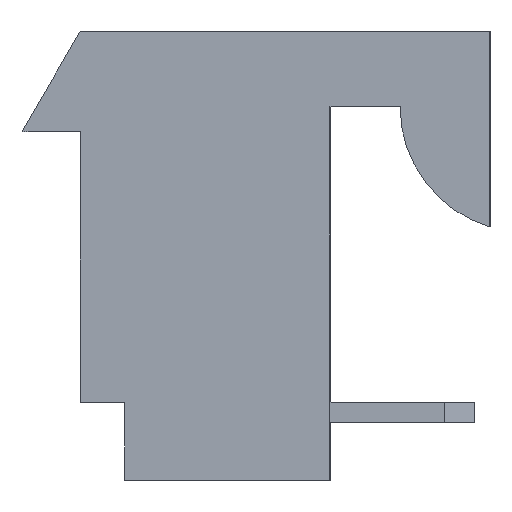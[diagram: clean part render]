
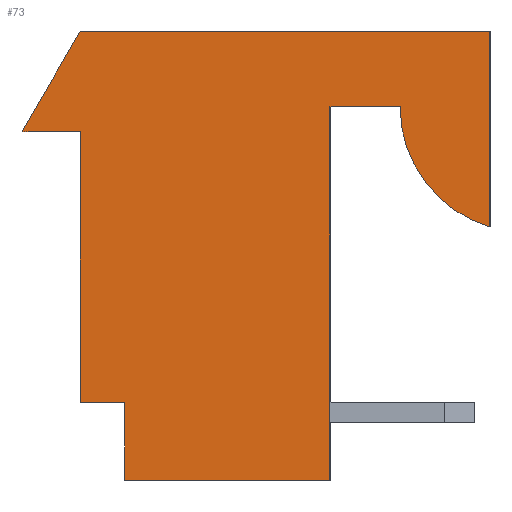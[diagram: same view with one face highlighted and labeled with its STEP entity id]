
A CAD part, left-side view. The second image highlights one B-rep face of the part: STEP entity #73.
In plain terms, the highlighted planar face has unit normal (-1, 0, 0).
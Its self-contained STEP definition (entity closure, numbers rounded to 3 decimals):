
#73=ADVANCED_FACE('',(#312),#313,.F.);
#312=FACE_OUTER_BOUND('',#780,.T.);
#313=PLANE('',#781);
#780=EDGE_LOOP('',(#1248,#1249,#1250,#1251,#1252,#1253,#1254,#1255,#1256,#1257,#1258));
#781=AXIS2_PLACEMENT_3D('',#1259,#1260,#1261);
#1248=ORIENTED_EDGE('',*,*,#3074,.F.);
#1249=ORIENTED_EDGE('',*,*,#3075,.F.);
#1250=ORIENTED_EDGE('',*,*,#3076,.F.);
#1251=ORIENTED_EDGE('',*,*,#3077,.F.);
#1252=ORIENTED_EDGE('',*,*,#3078,.F.);
#1253=ORIENTED_EDGE('',*,*,#3079,.F.);
#1254=ORIENTED_EDGE('',*,*,#3080,.F.);
#1255=ORIENTED_EDGE('',*,*,#3081,.F.);
#1256=ORIENTED_EDGE('',*,*,#3082,.T.);
#1257=ORIENTED_EDGE('',*,*,#3083,.T.);
#1258=ORIENTED_EDGE('',*,*,#3084,.F.);
#1259=CARTESIAN_POINT('',(-11.836,0.0,0.0));
#1260=DIRECTION('',(1.0,0.0,0.0));
#1261=DIRECTION('',(0.0,1.0,0.0));
#3074=EDGE_CURVE('',#3690,#3691,#3692,.T.);
#3075=EDGE_CURVE('',#3693,#3690,#3694,.T.);
#3076=EDGE_CURVE('',#3695,#3693,#3696,.T.);
#3077=EDGE_CURVE('',#3697,#3695,#3698,.T.);
#3078=EDGE_CURVE('',#3699,#3697,#3700,.T.);
#3079=EDGE_CURVE('',#3701,#3699,#3702,.T.);
#3080=EDGE_CURVE('',#3703,#3701,#3704,.T.);
#3081=EDGE_CURVE('',#3705,#3703,#3706,.T.);
#3082=EDGE_CURVE('',#3705,#3707,#3708,.T.);
#3083=EDGE_CURVE('',#3707,#3709,#3710,.T.);
#3084=EDGE_CURVE('',#3691,#3709,#3711,.T.);
#3690=VERTEX_POINT('',#4630);
#3691=VERTEX_POINT('',#4631);
#3692=LINE('',#4632,#4633);
#3693=VERTEX_POINT('',#4634);
#3694=LINE('',#4635,#4636);
#3695=VERTEX_POINT('',#4637);
#3696=LINE('',#4638,#4639);
#3697=VERTEX_POINT('',#4640);
#3698=LINE('',#4641,#4642);
#3699=VERTEX_POINT('',#4643);
#3700=LINE('',#4644,#4645);
#3701=VERTEX_POINT('',#4646);
#3702=CIRCLE('',#4647,3.18);
#3703=VERTEX_POINT('',#4648);
#3704=LINE('',#4649,#4650);
#3705=VERTEX_POINT('',#4651);
#3706=LINE('',#4652,#4653);
#3707=VERTEX_POINT('',#4654);
#3708=LINE('',#4655,#4656);
#3709=VERTEX_POINT('',#4657);
#3710=LINE('',#4658,#4659);
#3711=LINE('',#4660,#4661);
#4630=CARTESIAN_POINT('',(-11.836,9.274,-9.42));
#4631=CARTESIAN_POINT('',(-11.836,10.414,-9.42));
#4632=CARTESIAN_POINT('',(-11.836,9.274,-9.42));
#4633=VECTOR('',#6126,1.14);
#4634=CARTESIAN_POINT('',(-11.836,9.274,-11.4));
#4635=CARTESIAN_POINT('',(-11.836,9.274,-11.4));
#4636=VECTOR('',#6127,1.98);
#4637=CARTESIAN_POINT('',(-11.836,4.064,-11.4));
#4638=CARTESIAN_POINT('',(-11.836,4.064,-11.4));
#4639=VECTOR('',#6128,5.21);
#4640=CARTESIAN_POINT('',(-11.836,4.064,-1.91));
#4641=CARTESIAN_POINT('',(-11.836,4.064,-1.91));
#4642=VECTOR('',#6129,9.49);
#4643=CARTESIAN_POINT('',(-11.836,2.284,-1.91));
#4644=CARTESIAN_POINT('',(-11.836,2.284,-1.91));
#4645=VECTOR('',#6130,1.78);
#4646=CARTESIAN_POINT('',(-11.836,0.0,-4.961));
#4647=AXIS2_PLACEMENT_3D('',#6131,#6132,#6133);
#4648=CARTESIAN_POINT('',(-11.836,0.0,0.0));
#4649=CARTESIAN_POINT('',(-11.836,0.0,0.0));
#4650=VECTOR('',#6134,4.961);
#4651=CARTESIAN_POINT('',(-11.836,10.414,0.0));
#4652=CARTESIAN_POINT('',(-11.836,10.414,0.0));
#4653=VECTOR('',#6135,10.414);
#4654=CARTESIAN_POINT('',(-11.836,11.887,-2.54));
#4655=CARTESIAN_POINT('',(-11.836,10.414,0.0));
#4656=VECTOR('',#6136,2.936);
#4657=CARTESIAN_POINT('',(-11.836,10.414,-2.54));
#4658=CARTESIAN_POINT('',(-11.836,11.887,-2.54));
#4659=VECTOR('',#6137,1.473);
#4660=CARTESIAN_POINT('',(-11.836,10.414,-9.42));
#4661=VECTOR('',#6138,6.88);
#6126=DIRECTION('',(0.0,1.0,0.0));
#6127=DIRECTION('',(0.0,0.0,1.0));
#6128=DIRECTION('',(0.0,1.0,0.0));
#6129=DIRECTION('',(0.0,0.0,-1.0));
#6130=DIRECTION('',(0.0,1.0,0.0));
#6131=CARTESIAN_POINT('',(-11.836,-0.896,-1.91));
#6132=DIRECTION('',(1.0,0.0,0.0));
#6133=DIRECTION('',(0.0,0.282,-0.959));
#6134=DIRECTION('',(0.0,0.0,-1.0));
#6135=DIRECTION('',(0.0,-1.0,0.0));
#6136=DIRECTION('',(0.0,0.502,-0.865));
#6137=DIRECTION('',(0.0,-1.0,0.0));
#6138=DIRECTION('',(0.0,0.0,1.0));
